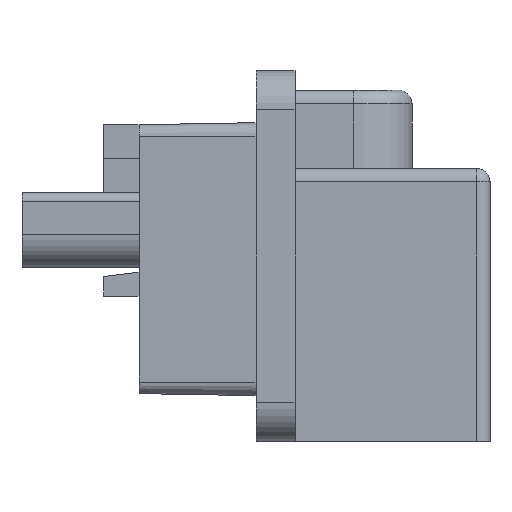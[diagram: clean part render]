
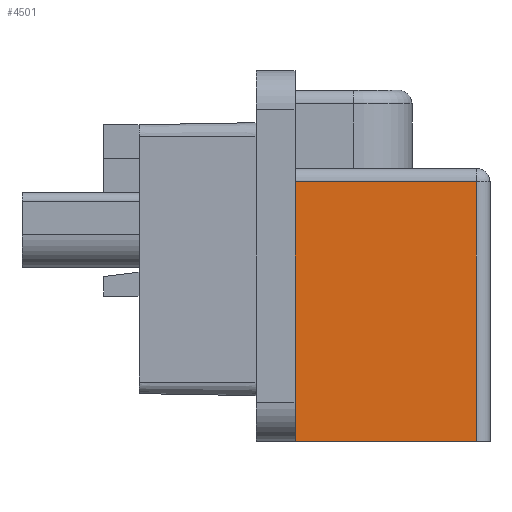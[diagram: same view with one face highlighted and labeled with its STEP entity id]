
A CAD part, front view. The second image highlights one B-rep face of the part: STEP entity #4501.
In plain terms, the highlighted face is planar.
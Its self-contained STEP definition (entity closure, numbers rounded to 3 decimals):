
#207=PLANE('',#4901);
#428=FACE_OUTER_BOUND('',#672,.T.);
#672=EDGE_LOOP('',(#4093,#4094,#4095,#4096));
#920=LINE('',#6774,#1431);
#1095=LINE('',#7246,#1606);
#1098=LINE('',#7253,#1609);
#1119=LINE('',#7296,#1630);
#1431=VECTOR('',#5462,10.);
#1606=VECTOR('',#5929,10.);
#1609=VECTOR('',#5936,10.);
#1630=VECTOR('',#5967,10.);
#2042=VERTEX_POINT('',#6771);
#2043=VERTEX_POINT('',#6773);
#2194=VERTEX_POINT('',#7242);
#2195=VERTEX_POINT('',#7249);
#2554=EDGE_CURVE('',#2042,#2043,#920,.T.);
#2791=EDGE_CURVE('',#2043,#2194,#1095,.T.);
#2795=EDGE_CURVE('',#2194,#2195,#1098,.T.);
#2817=EDGE_CURVE('',#2042,#2195,#1119,.T.);
#4093=ORIENTED_EDGE('',*,*,#2791,.F.);
#4094=ORIENTED_EDGE('',*,*,#2554,.F.);
#4095=ORIENTED_EDGE('',*,*,#2817,.T.);
#4096=ORIENTED_EDGE('',*,*,#2795,.F.);
#4501=ADVANCED_FACE('',(#428),#207,.T.);
#4901=AXIS2_PLACEMENT_3D('',#7396,#6070,#6071);
#5462=DIRECTION('',(0.,1.,0.));
#5929=DIRECTION('',(1.,0.,0.));
#5936=DIRECTION('',(0.,-1.,0.));
#5967=DIRECTION('',(1.,0.,0.));
#6070=DIRECTION('center_axis',(0.,0.,1.));
#6071=DIRECTION('ref_axis',(0.,-1.,0.));
#6771=CARTESIAN_POINT('',(0.,0.,23.5));
#6773=CARTESIAN_POINT('',(0.,13.3,23.5));
#6774=CARTESIAN_POINT('',(0.,11.75,23.5));
#7242=CARTESIAN_POINT('',(9.3,13.3,23.5));
#7246=CARTESIAN_POINT('',(0.,13.3,23.5));
#7249=CARTESIAN_POINT('',(9.3,0.,23.5));
#7253=CARTESIAN_POINT('',(9.3,10.5,23.5));
#7296=CARTESIAN_POINT('',(0.,0.,23.5));
#7396=CARTESIAN_POINT('Origin',(0.,14.,23.5));
